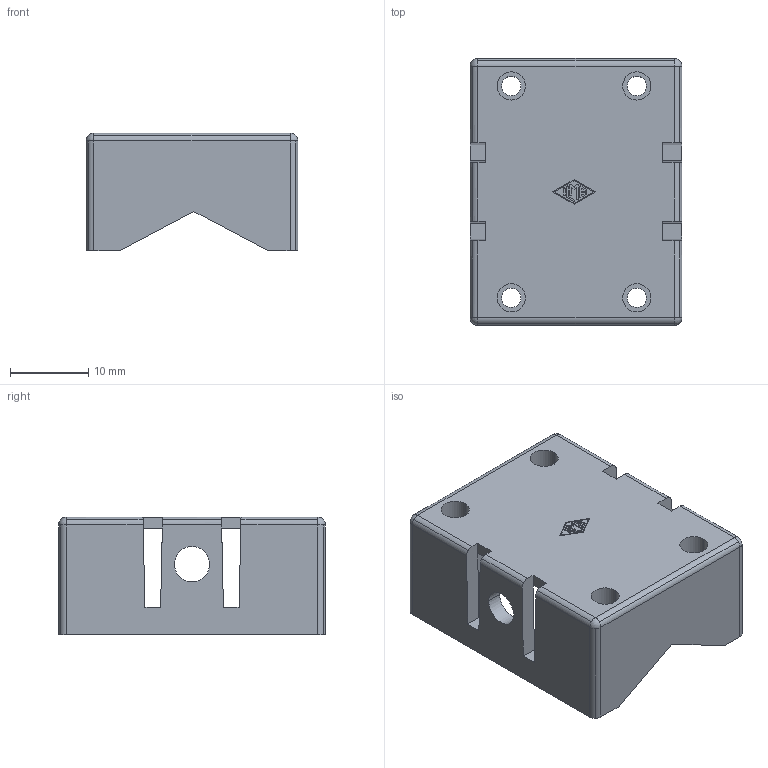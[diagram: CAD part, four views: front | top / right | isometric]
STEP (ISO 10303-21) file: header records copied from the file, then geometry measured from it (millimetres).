
FILE_DESCRIPTION((''),'2;1');
FILE_NAME('CBGF.stp','2007-01-11T09:13:39',('gembarski'),(''),'Autodesk Inventor 7','Autodesk Inventor 7','');
FILE_SCHEMA(('AUTOMOTIVE_DESIGN { 1 0 10303 214 1 1 1 1 }'));
Length unit declared in the file: millimetre
Products named in the file (1): CBGF
Bounding box: 27 x 34 x 15 mm (x, y, z)
Volume: 4951.4 mm3; surface area: 5120.8 mm2
Topology: 1 solids, 1 shells, 155 faces, 437 edges, 282 vertices
Faces by surface type: plane 73, cylinder 48, bspline 30, sphere 4
Entity records: 5276 total; most frequent: CARTESIAN_POINT 1213, ORIENTED_EDGE 866, DIRECTION 817, EDGE_CURVE 433, VECTOR 301, LINE 301, VERTEX_POINT 282, AXIS2_PLACEMENT_3D 258
